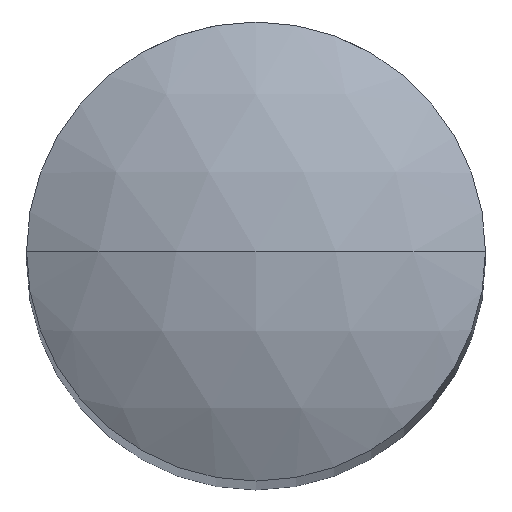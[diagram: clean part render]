
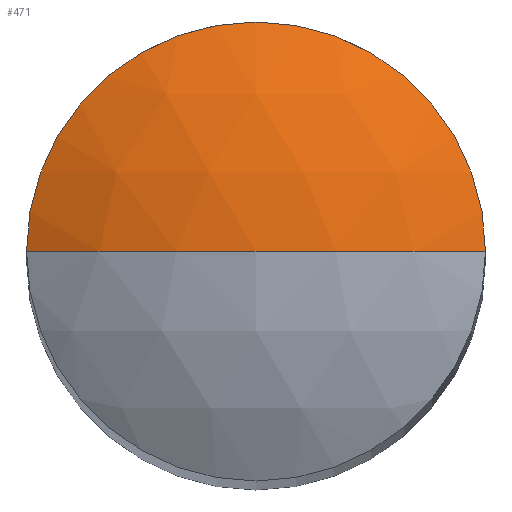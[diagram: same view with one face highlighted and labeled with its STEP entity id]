
A CAD part, top view. The second image highlights one B-rep face of the part: STEP entity #471.
In plain terms, the highlighted spherical face has radius 3 mm.
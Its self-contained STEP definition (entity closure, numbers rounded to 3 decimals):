
#13 = DIRECTION ( 'NONE',  ( 0., 0., 1. ) ) ;
#22 = AXIS2_PLACEMENT_3D ( 'NONE', #642, #741, #580 ) ;
#35 = CARTESIAN_POINT ( 'NONE',  ( 0., 0., 14.5 ) ) ;
#60 = DIRECTION ( 'NONE',  ( 0., 1., 0. ) ) ;
#73 = EDGE_CURVE ( 'NONE', #821, #129, #219, .T. ) ;
#112 = DIRECTION ( 'NONE',  ( 0., -1., 0. ) ) ;
#129 = VERTEX_POINT ( 'NONE', #321 ) ;
#135 = AXIS2_PLACEMENT_3D ( 'NONE', #692, #112, #640 ) ;
#214 = EDGE_CURVE ( 'NONE', #288, #821, #636, .T. ) ;
#219 = CIRCLE ( 'NONE', #22, 1.5 ) ;
#230 = SPHERICAL_SURFACE ( 'NONE', #135, 3. ) ;
#245 = CARTESIAN_POINT ( 'NONE',  ( 0., 0., 17.5 ) ) ;
#252 = FACE_OUTER_BOUND ( 'NONE', #568, .T. ) ;
#283 = AXIS2_PLACEMENT_3D ( 'NONE', #35, #60, #13 ) ;
#288 = VERTEX_POINT ( 'NONE', #245 ) ;
#321 = CARTESIAN_POINT ( 'NONE',  ( 1.5, 0., 17.098 ) ) ;
#334 = EDGE_CURVE ( 'NONE', #288, #129, #735, .T. ) ;
#359 = AXIS2_PLACEMENT_3D ( 'NONE', #377, #497, #807 ) ;
#377 = CARTESIAN_POINT ( 'NONE',  ( 0., 0., 14.5 ) ) ;
#420 = CARTESIAN_POINT ( 'NONE',  ( -1.5, 0., 17.098 ) ) ;
#471 = ADVANCED_FACE ( 'NONE', ( #252 ), #230, .T. ) ;
#497 = DIRECTION ( 'NONE',  ( 0., -1., 0. ) ) ;
#560 = ORIENTED_EDGE ( 'NONE', *, *, #334, .T. ) ;
#568 = EDGE_LOOP ( 'NONE', ( #643, #560, #696 ) ) ;
#580 = DIRECTION ( 'NONE',  ( -1., 0., 0. ) ) ;
#636 = CIRCLE ( 'NONE', #359, 3. ) ;
#640 = DIRECTION ( 'NONE',  ( 1., 0., 0. ) ) ;
#642 = CARTESIAN_POINT ( 'NONE',  ( 0., 0., 17.098 ) ) ;
#643 = ORIENTED_EDGE ( 'NONE', *, *, #214, .F. ) ;
#692 = CARTESIAN_POINT ( 'NONE',  ( 0., 0., 14.5 ) ) ;
#696 = ORIENTED_EDGE ( 'NONE', *, *, #73, .F. ) ;
#735 = CIRCLE ( 'NONE', #283, 3. ) ;
#741 = DIRECTION ( 'NONE',  ( 0., 0., -1. ) ) ;
#807 = DIRECTION ( 'NONE',  ( 1., 0., 0. ) ) ;
#821 = VERTEX_POINT ( 'NONE', #420 ) ;
